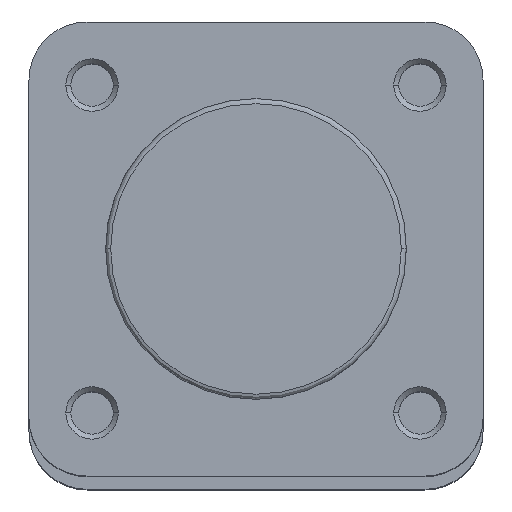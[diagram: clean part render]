
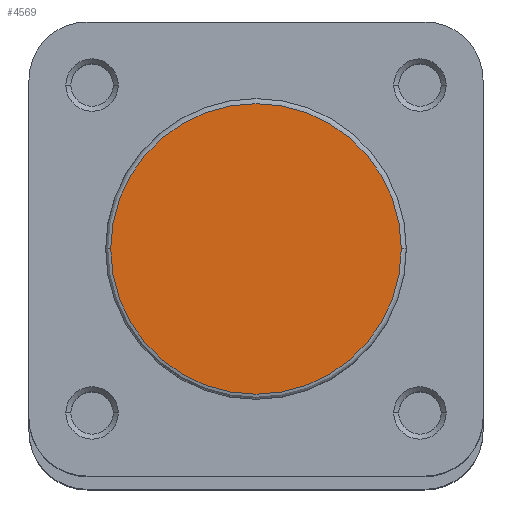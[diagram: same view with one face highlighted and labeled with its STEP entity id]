
A CAD part, top view. The second image highlights one B-rep face of the part: STEP entity #4569.
In plain terms, the highlighted planar face has unit normal (0, 0, 1).
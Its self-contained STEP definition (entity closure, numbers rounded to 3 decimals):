
#48 = EDGE_CURVE ( 'NONE', #2141, #2198, #3212, .T. ) ;
#161 = EDGE_CURVE ( 'NONE', #2198, #2141, #3367, .T. ) ;
#213 = AXIS2_PLACEMENT_3D ( 'NONE', #2427, #2428, #2429 ) ;
#272 = AXIS2_PLACEMENT_3D ( 'NONE', #2743, #2745, #2746 ) ;
#424 = AXIS2_PLACEMENT_3D ( 'NONE', #1093, #1102, #1103 ) ;
#652 = CARTESIAN_POINT ( 'NONE',  ( -14.4, 0., 0. ) ) ;
#709 = CARTESIAN_POINT ( 'NONE',  ( 14.4, 0., 0. ) ) ;
#1089 = PLANE ( 'NONE',  #424 ) ;
#1093 = CARTESIAN_POINT ( 'NONE',  ( 0., 14.9, 0. ) ) ;
#1102 = DIRECTION ( 'NONE',  ( 0., 0., -1. ) ) ;
#1103 = DIRECTION ( 'NONE',  ( -1., 0., 0. ) ) ;
#2069 = ORIENTED_EDGE ( 'NONE', *, *, #48, .T. ) ;
#2102 = ORIENTED_EDGE ( 'NONE', *, *, #161, .T. ) ;
#2141 = VERTEX_POINT ( 'NONE', #652 ) ;
#2198 = VERTEX_POINT ( 'NONE', #709 ) ;
#2427 = CARTESIAN_POINT ( 'NONE',  ( 0., 0., 0. ) ) ;
#2428 = DIRECTION ( 'NONE',  ( 0., 0., 1. ) ) ;
#2429 = DIRECTION ( 'NONE',  ( -1., 0., 0. ) ) ;
#2743 = CARTESIAN_POINT ( 'NONE',  ( 0., 0., 0. ) ) ;
#2745 = DIRECTION ( 'NONE',  ( 0., 0., 1. ) ) ;
#2746 = DIRECTION ( 'NONE',  ( -1., 0., 0. ) ) ;
#3212 = CIRCLE ( 'NONE', #213, 14.4 ) ;
#3367 = CIRCLE ( 'NONE', #272, 14.4 ) ;
#3732 = FACE_OUTER_BOUND ( 'NONE', #4771, .T. ) ;
#4569 = ADVANCED_FACE ( 'NONE', ( #3732 ), #1089, .F. ) ;
#4771 = EDGE_LOOP ( 'NONE', ( #2069, #2102 ) ) ;
